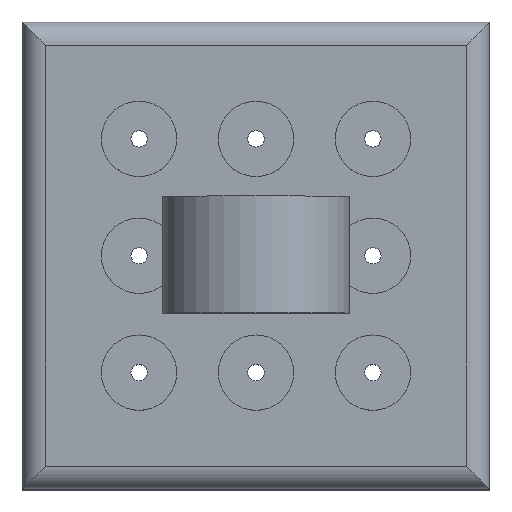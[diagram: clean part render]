
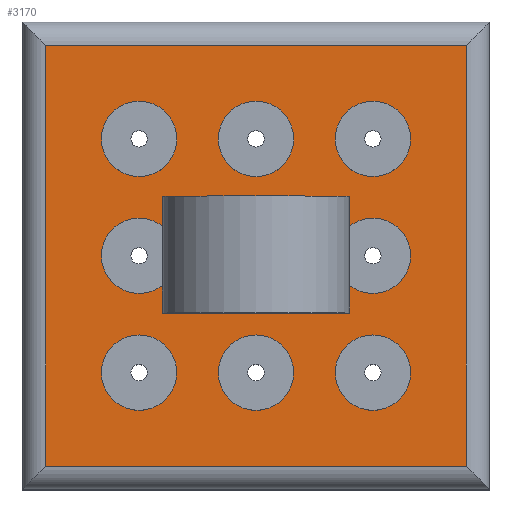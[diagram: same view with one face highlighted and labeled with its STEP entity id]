
A CAD part, top view. The second image highlights one B-rep face of the part: STEP entity #3170.
In plain terms, the highlighted planar face has unit normal (0, 0, 1).
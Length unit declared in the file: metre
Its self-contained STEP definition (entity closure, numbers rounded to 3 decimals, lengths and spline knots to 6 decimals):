
#256=LINE('',#4803,#571);
#283=LINE('',#4904,#598);
#284=LINE('',#4906,#599);
#285=LINE('',#4908,#600);
#571=VECTOR('',#3978,1.);
#598=VECTOR('',#4023,1.);
#599=VECTOR('',#4024,1.);
#600=VECTOR('',#4025,1.);
#1279=ORIENTED_EDGE('',*,*,#1872,.F.);
#1280=ORIENTED_EDGE('',*,*,#1871,.F.);
#1281=ORIENTED_EDGE('',*,*,#1870,.F.);
#1282=ORIENTED_EDGE('',*,*,#1869,.F.);
#1283=ORIENTED_EDGE('',*,*,#1868,.F.);
#1284=ORIENTED_EDGE('',*,*,#1867,.F.);
#1285=ORIENTED_EDGE('',*,*,#1866,.F.);
#1286=ORIENTED_EDGE('',*,*,#1865,.F.);
#1287=ORIENTED_EDGE('',*,*,#1864,.F.);
#1288=ORIENTED_EDGE('',*,*,#1906,.T.);
#1289=ORIENTED_EDGE('',*,*,#1907,.T.);
#1290=ORIENTED_EDGE('',*,*,#1908,.T.);
#1291=ORIENTED_EDGE('',*,*,#1874,.T.);
#1864=EDGE_CURVE('',#2232,#2232,#2408,.T.);
#1865=EDGE_CURVE('',#2233,#2233,#2409,.T.);
#1866=EDGE_CURVE('',#2234,#2234,#2410,.T.);
#1867=EDGE_CURVE('',#2235,#2235,#2411,.T.);
#1868=EDGE_CURVE('',#2236,#2236,#2412,.T.);
#1869=EDGE_CURVE('',#2237,#2237,#2413,.T.);
#1870=EDGE_CURVE('',#2238,#2238,#2414,.T.);
#1871=EDGE_CURVE('',#2239,#2239,#2415,.T.);
#1872=EDGE_CURVE('',#2240,#2240,#2416,.T.);
#1874=EDGE_CURVE('',#2243,#2242,#256,.F.);
#1906=EDGE_CURVE('',#2242,#2264,#283,.T.);
#1907=EDGE_CURVE('',#2264,#2265,#284,.T.);
#1908=EDGE_CURVE('',#2265,#2243,#285,.F.);
#2232=VERTEX_POINT('',#4774);
#2233=VERTEX_POINT('',#4777);
#2234=VERTEX_POINT('',#4780);
#2235=VERTEX_POINT('',#4783);
#2236=VERTEX_POINT('',#4786);
#2237=VERTEX_POINT('',#4789);
#2238=VERTEX_POINT('',#4792);
#2239=VERTEX_POINT('',#4795);
#2240=VERTEX_POINT('',#4798);
#2242=VERTEX_POINT('',#4802);
#2243=VERTEX_POINT('',#4804);
#2264=VERTEX_POINT('',#4905);
#2265=VERTEX_POINT('',#4907);
#2408=CIRCLE('',#3400,0.008062);
#2409=CIRCLE('',#3402,0.008062);
#2410=CIRCLE('',#3404,0.008062);
#2411=CIRCLE('',#3406,0.008062);
#2412=CIRCLE('',#3408,0.008062);
#2413=CIRCLE('',#3410,0.008062);
#2414=CIRCLE('',#3412,0.008062);
#2415=CIRCLE('',#3414,0.008062);
#2416=CIRCLE('',#3416,0.008062);
#2595=EDGE_LOOP('',(#1279));
#2596=EDGE_LOOP('',(#1280));
#2597=EDGE_LOOP('',(#1281));
#2598=EDGE_LOOP('',(#1282));
#2599=EDGE_LOOP('',(#1283));
#2600=EDGE_LOOP('',(#1284));
#2601=EDGE_LOOP('',(#1285));
#2602=EDGE_LOOP('',(#1286));
#2603=EDGE_LOOP('',(#1287));
#2604=EDGE_LOOP('',(#1288,#1289,#1290,#1291));
#2846=FACE_BOUND('',#2595,.T.);
#2847=FACE_BOUND('',#2596,.T.);
#2848=FACE_BOUND('',#2597,.T.);
#2849=FACE_BOUND('',#2598,.T.);
#2850=FACE_BOUND('',#2599,.T.);
#2851=FACE_BOUND('',#2600,.T.);
#2852=FACE_BOUND('',#2601,.T.);
#2853=FACE_BOUND('',#2602,.T.);
#2854=FACE_BOUND('',#2603,.T.);
#2855=FACE_BOUND('',#2604,.T.);
#3013=PLANE('',#3427);
#3170=ADVANCED_FACE('',(#2846,#2847,#2848,#2849,#2850,#2851,#2852,#2853,
#2854,#2855),#3013,.T.);
#3400=AXIS2_PLACEMENT_3D('',#4773,#3940,#3941);
#3402=AXIS2_PLACEMENT_3D('',#4776,#3944,#3945);
#3404=AXIS2_PLACEMENT_3D('',#4779,#3948,#3949);
#3406=AXIS2_PLACEMENT_3D('',#4782,#3952,#3953);
#3408=AXIS2_PLACEMENT_3D('',#4785,#3956,#3957);
#3410=AXIS2_PLACEMENT_3D('',#4788,#3960,#3961);
#3412=AXIS2_PLACEMENT_3D('',#4791,#3964,#3965);
#3414=AXIS2_PLACEMENT_3D('',#4794,#3968,#3969);
#3416=AXIS2_PLACEMENT_3D('',#4797,#3972,#3973);
#3427=AXIS2_PLACEMENT_3D('',#4903,#4021,#4022);
#3940=DIRECTION('',(0.,0.,1.));
#3941=DIRECTION('',(1.,0.,0.));
#3944=DIRECTION('',(0.,0.,1.));
#3945=DIRECTION('',(1.,0.,0.));
#3948=DIRECTION('',(0.,0.,1.));
#3949=DIRECTION('',(1.,0.,0.));
#3952=DIRECTION('',(0.,0.,1.));
#3953=DIRECTION('',(1.,0.,0.));
#3956=DIRECTION('',(0.,0.,1.));
#3957=DIRECTION('',(1.,0.,0.));
#3960=DIRECTION('',(0.,0.,1.));
#3961=DIRECTION('',(1.,0.,0.));
#3964=DIRECTION('',(0.,0.,1.));
#3965=DIRECTION('',(1.,0.,0.));
#3968=DIRECTION('',(0.,0.,1.));
#3969=DIRECTION('',(1.,0.,0.));
#3972=DIRECTION('',(0.,0.,1.));
#3973=DIRECTION('',(1.,0.,0.));
#3978=DIRECTION('',(1.,0.,0.));
#4021=DIRECTION('',(0.,0.,1.));
#4022=DIRECTION('',(1.,0.,0.));
#4023=DIRECTION('',(0.,-1.,0.));
#4024=DIRECTION('',(1.,0.,0.));
#4025=DIRECTION('',(0.,-1.,0.));
#4773=CARTESIAN_POINT('',(-0.025,0.025,0.05));
#4774=CARTESIAN_POINT('',(-0.016938,0.025,0.05));
#4776=CARTESIAN_POINT('',(0.025,-0.025,0.05));
#4777=CARTESIAN_POINT('',(0.033062,-0.025,0.05));
#4779=CARTESIAN_POINT('',(0.025,0.,0.05));
#4780=CARTESIAN_POINT('',(0.033062,0.,0.05));
#4782=CARTESIAN_POINT('',(0.,-0.025,0.05));
#4783=CARTESIAN_POINT('',(0.008062,-0.025,0.05));
#4785=CARTESIAN_POINT('',(0.,0.,0.05));
#4786=CARTESIAN_POINT('',(0.008062,0.,0.05));
#4788=CARTESIAN_POINT('',(-0.025,-0.025,0.05));
#4789=CARTESIAN_POINT('',(-0.016938,-0.025,0.05));
#4791=CARTESIAN_POINT('',(-0.025,0.,0.05));
#4792=CARTESIAN_POINT('',(-0.016938,0.,0.05));
#4794=CARTESIAN_POINT('',(0.025,0.025,0.05));
#4795=CARTESIAN_POINT('',(0.033062,0.025,0.05));
#4797=CARTESIAN_POINT('',(0.,0.025,0.05));
#4798=CARTESIAN_POINT('',(0.008062,0.025,0.05));
#4802=CARTESIAN_POINT('',(-0.045,0.045,0.05));
#4803=CARTESIAN_POINT('',(0.,0.045,0.05));
#4804=CARTESIAN_POINT('',(0.045,0.045,0.05));
#4903=CARTESIAN_POINT('',(0.,0.,0.05));
#4904=CARTESIAN_POINT('',(-0.045,-0.05,0.05));
#4905=CARTESIAN_POINT('',(-0.045,-0.045,0.05));
#4906=CARTESIAN_POINT('',(0.05,-0.045,0.05));
#4907=CARTESIAN_POINT('',(0.045,-0.045,0.05));
#4908=CARTESIAN_POINT('',(0.045,0.,0.05));
